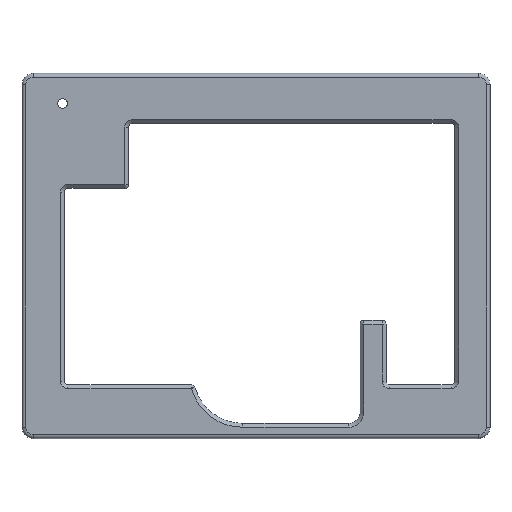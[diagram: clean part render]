
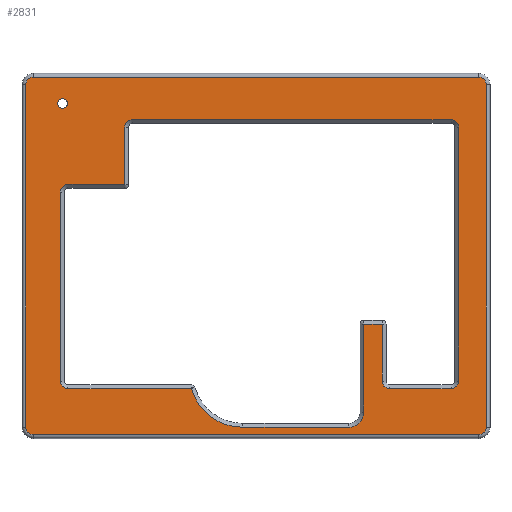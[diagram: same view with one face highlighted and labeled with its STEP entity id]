
A CAD part, top view. The second image highlights one B-rep face of the part: STEP entity #2831.
In plain terms, the highlighted planar face has unit normal (0, 0, 1).
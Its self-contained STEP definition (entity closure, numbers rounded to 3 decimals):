
#46=FACE_BOUND('',#375,.T.);
#47=FACE_BOUND('',#376,.T.);
#77=PLANE('',#3102);
#193=FACE_OUTER_BOUND('',#374,.T.);
#374=EDGE_LOOP('',(#2240,#2241,#2242,#2243,#2244,#2245,#2246,#2247));
#375=EDGE_LOOP('',(#2248,#2249,#2250,#2251,#2252,#2253,#2254,#2255,#2256,
#2257,#2258,#2259,#2260,#2261,#2262,#2263,#2264,#2265,#2266));
#376=EDGE_LOOP('',(#2267));
#520=LINE('',#4231,#806);
#522=LINE('',#4240,#808);
#523=LINE('',#4254,#809);
#546=LINE('',#4332,#832);
#645=LINE('',#4628,#931);
#646=LINE('',#4632,#932);
#647=LINE('',#4636,#933);
#648=LINE('',#4638,#934);
#649=LINE('',#4640,#935);
#650=LINE('',#4644,#936);
#651=LINE('',#4648,#937);
#652=LINE('',#4652,#938);
#653=LINE('',#4656,#939);
#654=LINE('',#4658,#940);
#655=LINE('',#4661,#941);
#806=VECTOR('',#3343,10.);
#808=VECTOR('',#3351,10.);
#809=VECTOR('',#3366,10.);
#832=VECTOR('',#3443,10.);
#931=VECTOR('',#3698,10.);
#932=VECTOR('',#3701,10.);
#933=VECTOR('',#3704,10.);
#934=VECTOR('',#3705,10.);
#935=VECTOR('',#3706,10.);
#936=VECTOR('',#3709,10.);
#937=VECTOR('',#3712,10.);
#938=VECTOR('',#3715,10.);
#939=VECTOR('',#3718,10.);
#940=VECTOR('',#3719,10.);
#941=VECTOR('',#3722,10.);
#1082=CIRCLE('',#2986,2.);
#1089=CIRCLE('',#2996,2.);
#1092=CIRCLE('',#3001,2.);
#1094=CIRCLE('',#3004,2.);
#1158=CIRCLE('',#3103,2.);
#1159=CIRCLE('',#3104,2.);
#1160=CIRCLE('',#3105,2.);
#1161=CIRCLE('',#3106,4.);
#1162=CIRCLE('',#3107,14.15);
#1163=CIRCLE('',#3108,2.);
#1164=CIRCLE('',#3109,2.);
#1165=CIRCLE('',#3110,2.);
#1166=CIRCLE('',#3111,1.25);
#1227=VERTEX_POINT('',#4218);
#1230=VERTEX_POINT('',#4223);
#1231=VERTEX_POINT('',#4227);
#1233=VERTEX_POINT('',#4233);
#1236=VERTEX_POINT('',#4238);
#1237=VERTEX_POINT('',#4242);
#1240=VERTEX_POINT('',#4247);
#1242=VERTEX_POINT('',#4252);
#1387=VERTEX_POINT('',#4624);
#1388=VERTEX_POINT('',#4625);
#1389=VERTEX_POINT('',#4627);
#1390=VERTEX_POINT('',#4629);
#1391=VERTEX_POINT('',#4631);
#1392=VERTEX_POINT('',#4633);
#1393=VERTEX_POINT('',#4635);
#1394=VERTEX_POINT('',#4637);
#1395=VERTEX_POINT('',#4639);
#1396=VERTEX_POINT('',#4641);
#1397=VERTEX_POINT('',#4643);
#1398=VERTEX_POINT('',#4645);
#1399=VERTEX_POINT('',#4647);
#1400=VERTEX_POINT('',#4649);
#1401=VERTEX_POINT('',#4651);
#1402=VERTEX_POINT('',#4653);
#1403=VERTEX_POINT('',#4655);
#1404=VERTEX_POINT('',#4657);
#1405=VERTEX_POINT('',#4659);
#1406=VERTEX_POINT('',#4662);
#1505=EDGE_CURVE('',#1230,#1227,#1082,.T.);
#1508=EDGE_CURVE('',#1227,#1231,#520,.T.);
#1512=EDGE_CURVE('',#1236,#1233,#522,.T.);
#1516=EDGE_CURVE('',#1240,#1237,#1089,.T.);
#1518=EDGE_CURVE('',#1242,#1240,#523,.T.);
#1521=EDGE_CURVE('',#1233,#1242,#1092,.T.);
#1523=EDGE_CURVE('',#1231,#1236,#1094,.T.);
#1559=EDGE_CURVE('',#1237,#1230,#546,.T.);
#1707=EDGE_CURVE('',#1387,#1388,#1158,.T.);
#1708=EDGE_CURVE('',#1389,#1387,#645,.T.);
#1709=EDGE_CURVE('',#1390,#1389,#1159,.T.);
#1710=EDGE_CURVE('',#1391,#1390,#646,.T.);
#1711=EDGE_CURVE('',#1392,#1391,#1160,.T.);
#1712=EDGE_CURVE('',#1393,#1392,#647,.T.);
#1713=EDGE_CURVE('',#1394,#1393,#648,.T.);
#1714=EDGE_CURVE('',#1395,#1394,#649,.T.);
#1715=EDGE_CURVE('',#1396,#1395,#1161,.T.);
#1716=EDGE_CURVE('',#1397,#1396,#650,.T.);
#1717=EDGE_CURVE('',#1398,#1397,#1162,.T.);
#1718=EDGE_CURVE('',#1399,#1398,#651,.T.);
#1719=EDGE_CURVE('',#1400,#1399,#1163,.T.);
#1720=EDGE_CURVE('',#1401,#1400,#652,.T.);
#1721=EDGE_CURVE('',#1402,#1401,#1164,.T.);
#1722=EDGE_CURVE('',#1403,#1402,#653,.T.);
#1723=EDGE_CURVE('',#1404,#1403,#654,.T.);
#1724=EDGE_CURVE('',#1405,#1404,#1165,.T.);
#1725=EDGE_CURVE('',#1388,#1405,#655,.T.);
#1726=EDGE_CURVE('',#1406,#1406,#1166,.F.);
#2240=ORIENTED_EDGE('',*,*,#1505,.F.);
#2241=ORIENTED_EDGE('',*,*,#1559,.F.);
#2242=ORIENTED_EDGE('',*,*,#1516,.F.);
#2243=ORIENTED_EDGE('',*,*,#1518,.F.);
#2244=ORIENTED_EDGE('',*,*,#1521,.F.);
#2245=ORIENTED_EDGE('',*,*,#1512,.F.);
#2246=ORIENTED_EDGE('',*,*,#1523,.F.);
#2247=ORIENTED_EDGE('',*,*,#1508,.F.);
#2248=ORIENTED_EDGE('',*,*,#1707,.F.);
#2249=ORIENTED_EDGE('',*,*,#1708,.F.);
#2250=ORIENTED_EDGE('',*,*,#1709,.F.);
#2251=ORIENTED_EDGE('',*,*,#1710,.F.);
#2252=ORIENTED_EDGE('',*,*,#1711,.F.);
#2253=ORIENTED_EDGE('',*,*,#1712,.F.);
#2254=ORIENTED_EDGE('',*,*,#1713,.F.);
#2255=ORIENTED_EDGE('',*,*,#1714,.F.);
#2256=ORIENTED_EDGE('',*,*,#1715,.F.);
#2257=ORIENTED_EDGE('',*,*,#1716,.F.);
#2258=ORIENTED_EDGE('',*,*,#1717,.F.);
#2259=ORIENTED_EDGE('',*,*,#1718,.F.);
#2260=ORIENTED_EDGE('',*,*,#1719,.F.);
#2261=ORIENTED_EDGE('',*,*,#1720,.F.);
#2262=ORIENTED_EDGE('',*,*,#1721,.F.);
#2263=ORIENTED_EDGE('',*,*,#1722,.F.);
#2264=ORIENTED_EDGE('',*,*,#1723,.F.);
#2265=ORIENTED_EDGE('',*,*,#1724,.F.);
#2266=ORIENTED_EDGE('',*,*,#1725,.F.);
#2267=ORIENTED_EDGE('',*,*,#1726,.T.);
#2831=ADVANCED_FACE('',(#193,#46,#47),#77,.T.);
#2986=AXIS2_PLACEMENT_3D('',#4225,#3336,#3337);
#2996=AXIS2_PLACEMENT_3D('',#4249,#3360,#3361);
#3001=AXIS2_PLACEMENT_3D('',#4258,#3372,#3373);
#3004=AXIS2_PLACEMENT_3D('',#4261,#3378,#3379);
#3102=AXIS2_PLACEMENT_3D('',#4623,#3694,#3695);
#3103=AXIS2_PLACEMENT_3D('',#4626,#3696,#3697);
#3104=AXIS2_PLACEMENT_3D('',#4630,#3699,#3700);
#3105=AXIS2_PLACEMENT_3D('',#4634,#3702,#3703);
#3106=AXIS2_PLACEMENT_3D('',#4642,#3707,#3708);
#3107=AXIS2_PLACEMENT_3D('',#4646,#3710,#3711);
#3108=AXIS2_PLACEMENT_3D('',#4650,#3713,#3714);
#3109=AXIS2_PLACEMENT_3D('',#4654,#3716,#3717);
#3110=AXIS2_PLACEMENT_3D('',#4660,#3720,#3721);
#3111=AXIS2_PLACEMENT_3D('',#4663,#3723,#3724);
#3336=DIRECTION('center_axis',(0.,0.,-1.));
#3337=DIRECTION('ref_axis',(-0.357,0.934,0.));
#3343=DIRECTION('',(1.,0.,0.));
#3351=DIRECTION('',(0.,-1.,0.));
#3360=DIRECTION('center_axis',(0.,0.,-1.));
#3361=DIRECTION('ref_axis',(-0.357,-0.934,0.));
#3366=DIRECTION('',(-1.,0.,0.));
#3372=DIRECTION('center_axis',(0.,0.,-1.));
#3373=DIRECTION('ref_axis',(0.707,-0.707,0.));
#3378=DIRECTION('center_axis',(0.,0.,-1.));
#3379=DIRECTION('ref_axis',(0.707,0.707,0.));
#3443=DIRECTION('',(0.,1.,0.));
#3694=DIRECTION('center_axis',(0.,0.,1.));
#3695=DIRECTION('ref_axis',(1.,0.,0.));
#3696=DIRECTION('center_axis',(0.,0.,1.));
#3697=DIRECTION('ref_axis',(0.707,0.707,0.));
#3698=DIRECTION('',(0.,1.,0.));
#3699=DIRECTION('center_axis',(0.,0.,1.));
#3700=DIRECTION('ref_axis',(0.707,-0.707,0.));
#3701=DIRECTION('',(1.,0.,0.));
#3702=DIRECTION('center_axis',(0.,0.,1.));
#3703=DIRECTION('ref_axis',(-0.707,-0.707,0.));
#3704=DIRECTION('',(0.,-1.,0.));
#3705=DIRECTION('',(1.,0.,0.));
#3706=DIRECTION('',(0.,1.,0.));
#3707=DIRECTION('center_axis',(0.,0.,1.));
#3708=DIRECTION('ref_axis',(0.707,-0.707,0.));
#3709=DIRECTION('',(1.,0.,0.));
#3710=DIRECTION('center_axis',(0.,0.,1.));
#3711=DIRECTION('ref_axis',(-0.962,-0.273,0.));
#3712=DIRECTION('',(1.,0.,0.));
#3713=DIRECTION('center_axis',(0.,0.,1.));
#3714=DIRECTION('ref_axis',(-0.707,-0.707,0.));
#3715=DIRECTION('',(0.,-1.,0.));
#3716=DIRECTION('center_axis',(0.,0.,1.));
#3717=DIRECTION('ref_axis',(-0.707,0.707,0.));
#3718=DIRECTION('',(-1.,0.,0.));
#3719=DIRECTION('',(0.,-1.,0.));
#3720=DIRECTION('center_axis',(0.,0.,1.));
#3721=DIRECTION('ref_axis',(-0.707,0.707,0.));
#3722=DIRECTION('',(-1.,0.,0.));
#3723=DIRECTION('center_axis',(0.,0.,1.));
#3724=DIRECTION('ref_axis',(-1.,0.,0.));
#4218=CARTESIAN_POINT('',(236.1,-80.9,10.5));
#4223=CARTESIAN_POINT('',(234.1,-82.9,10.5));
#4225=CARTESIAN_POINT('Origin',(236.1,-82.9,10.5));
#4227=CARTESIAN_POINT('',(353.4,-80.9,10.5));
#4231=CARTESIAN_POINT('',(294.9,-80.9,10.5));
#4233=CARTESIAN_POINT('',(355.4,-173.1,10.5));
#4238=CARTESIAN_POINT('',(355.4,-82.9,10.5));
#4240=CARTESIAN_POINT('',(355.4,-128.,10.5));
#4242=CARTESIAN_POINT('',(234.1,-173.1,10.5));
#4247=CARTESIAN_POINT('',(236.1,-175.1,10.5));
#4249=CARTESIAN_POINT('Origin',(236.1,-173.1,10.5));
#4252=CARTESIAN_POINT('',(353.4,-175.1,10.5));
#4254=CARTESIAN_POINT('',(294.9,-175.1,10.5));
#4258=CARTESIAN_POINT('Origin',(353.4,-173.1,10.5));
#4261=CARTESIAN_POINT('Origin',(353.4,-82.9,10.5));
#4332=CARTESIAN_POINT('',(234.1,-128.,10.5));
#4623=CARTESIAN_POINT('Origin',(294.9,-128.,10.5));
#4624=CARTESIAN_POINT('',(348.135,-94.08,10.5));
#4625=CARTESIAN_POINT('',(346.135,-92.08,10.5));
#4626=CARTESIAN_POINT('Origin',(346.135,-94.08,10.5));
#4627=CARTESIAN_POINT('',(348.135,-160.98,10.5));
#4628=CARTESIAN_POINT('',(348.135,-110.513,10.5));
#4629=CARTESIAN_POINT('',(346.135,-162.98,10.5));
#4630=CARTESIAN_POINT('Origin',(346.135,-160.98,10.5));
#4631=CARTESIAN_POINT('',(330.,-162.98,10.5));
#4632=CARTESIAN_POINT('',(320.4,-162.98,10.5));
#4633=CARTESIAN_POINT('',(328.,-160.98,10.5));
#4634=CARTESIAN_POINT('Origin',(330.,-160.98,10.5));
#4635=CARTESIAN_POINT('',(328.,-145.98,10.5));
#4636=CARTESIAN_POINT('',(328.,-144.99,10.5));
#4637=CARTESIAN_POINT('',(323.15,-145.98,10.5));
#4638=CARTESIAN_POINT('',(310.075,-145.98,10.5));
#4639=CARTESIAN_POINT('',(323.15,-169.13,10.5));
#4640=CARTESIAN_POINT('',(323.15,-144.99,10.5));
#4641=CARTESIAN_POINT('',(319.15,-173.13,10.5));
#4642=CARTESIAN_POINT('Origin',(319.15,-169.13,10.5));
#4643=CARTESIAN_POINT('',(291.283,-173.13,10.5));
#4644=CARTESIAN_POINT('',(298.125,-173.13,10.5));
#4645=CARTESIAN_POINT('',(277.71,-162.98,10.5));
#4646=CARTESIAN_POINT('Origin',(291.283,-158.98,10.5));
#4647=CARTESIAN_POINT('',(245.2,-162.98,10.5));
#4648=CARTESIAN_POINT('',(320.4,-162.98,10.5));
#4649=CARTESIAN_POINT('',(243.2,-160.98,10.5));
#4650=CARTESIAN_POINT('Origin',(245.2,-160.98,10.5));
#4651=CARTESIAN_POINT('',(243.2,-111.168,10.5));
#4652=CARTESIAN_POINT('',(243.2,-144.5,10.5));
#4653=CARTESIAN_POINT('',(245.2,-109.168,10.5));
#4654=CARTESIAN_POINT('Origin',(245.2,-111.168,10.5));
#4655=CARTESIAN_POINT('',(260.185,-109.168,10.5));
#4656=CARTESIAN_POINT('',(269.793,-109.168,10.5));
#4657=CARTESIAN_POINT('',(260.185,-94.08,10.5));
#4658=CARTESIAN_POINT('',(260.185,-114.62,10.5));
#4659=CARTESIAN_POINT('',(262.185,-92.08,10.5));
#4660=CARTESIAN_POINT('Origin',(262.185,-94.08,10.5));
#4661=CARTESIAN_POINT('',(270.15,-92.08,10.5));
#4662=CARTESIAN_POINT('',(245.035,-87.836,10.5));
#4663=CARTESIAN_POINT('Origin',(243.785,-87.836,10.5));
